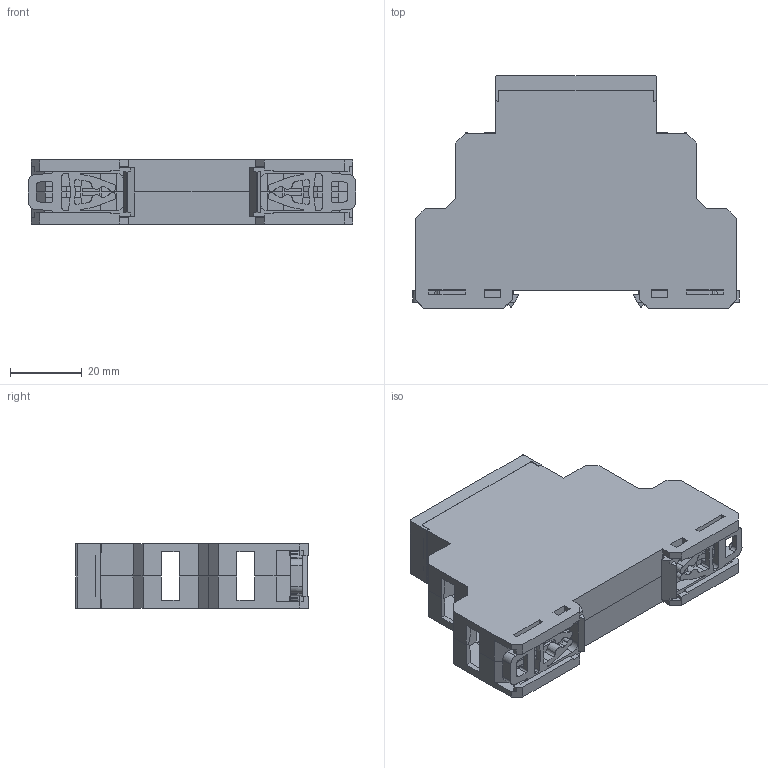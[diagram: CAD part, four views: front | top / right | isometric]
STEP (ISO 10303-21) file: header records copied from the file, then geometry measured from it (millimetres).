
FILE_DESCRIPTION(/* description */ (''),/* implementation_level */ '2;1');
FILE_NAME(/* name */ 'ZD1001-C.stp',/* time_stamp */ '2025-07-09T12:45:06+02:00',/* author */ ('marek.teluk'),/* organization */ (''),/* preprocessor_version */ 'ST-DEVELOPER v16.5',/* originating_system */ 'Autodesk Inventor 2017',/* authorisation */ '');
FILE_SCHEMA (('AUTOMOTIVE_DESIGN { 1 0 10303 214 3 1 1 }'));
Length unit declared in the file: millimetre
Products named in the file (4): ZD1001; Part1; Zatrzask 10M; Part1_1
Assembly tree (5 placements, depth 2):
  ZD1001
    Part1  x2
    Zatrzask 10M  x2
    Part1_1
Bounding box: 91.44 x 65 x 18.1 mm (x, y, z)
Volume: 16310 mm3; surface area: 31604.2 mm2
Topology: 5 solids, 5 shells, 840 faces, 2416 edges, 1588 vertices
Faces by surface type: plane 666, cylinder 86, cone 56, bspline 32
Full cylindrical faces by diameter (mm): 1.493 x8, 1.99 x4, 2.488 x4
Entity records: 14697 total; most frequent: CARTESIAN_POINT 3150, ORIENTED_EDGE 2470, DIRECTION 2246, EDGE_CURVE 1235, LINE 972, VECTOR 972, VERTEX_POINT 820, AXIS2_PLACEMENT_3D 637
